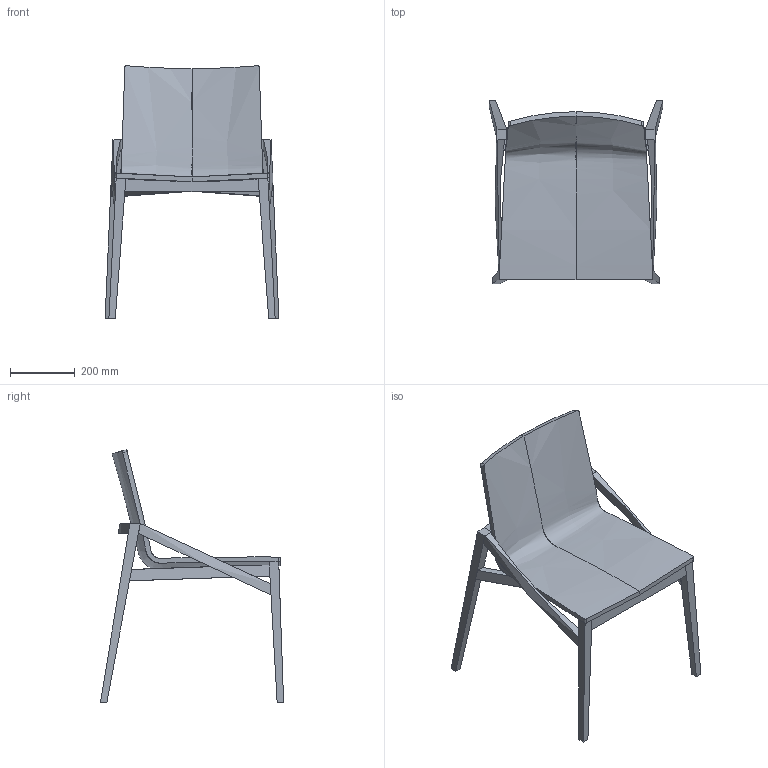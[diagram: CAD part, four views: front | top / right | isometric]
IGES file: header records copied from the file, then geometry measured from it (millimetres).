
Global section: file name: 38HCAPITA_3D.igs; native system: Rhinoceros ( Dec 20 2002 ); preprocessor: Trout Lake IGES 012 Dec 20 2002; date: 120427.092038; units: millimetre
Bounding box: 538.78 x 568.06 x 782.97 mm (x, y, z)
Surface area: 1247940.6 mm2 (no closed solid volume)
Topology: 0 solids, 0 shells, 86 faces, 2507 edges, 2512 vertices
Faces by surface type: bspline 86
